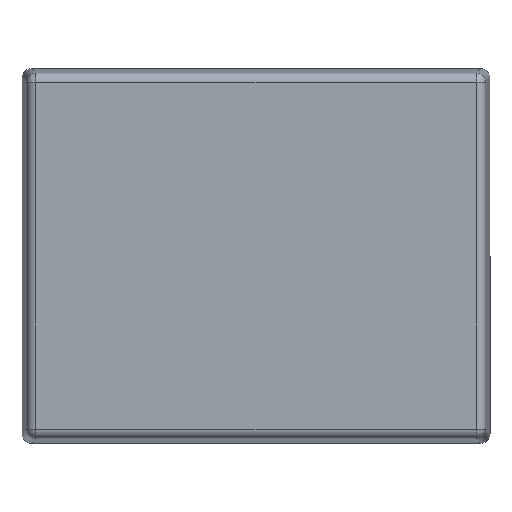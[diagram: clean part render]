
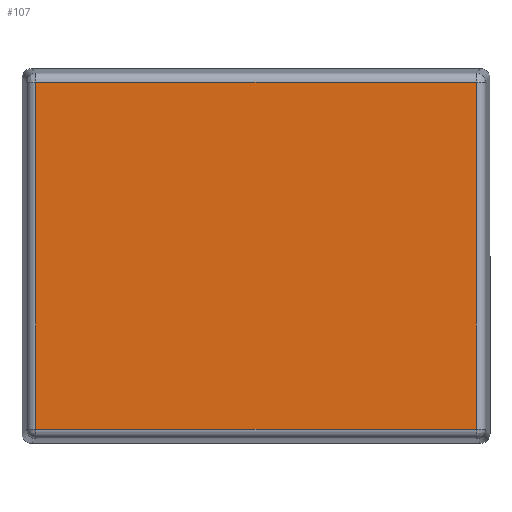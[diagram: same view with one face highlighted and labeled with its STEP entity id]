
A CAD part, top view. The second image highlights one B-rep face of the part: STEP entity #107.
In plain terms, the highlighted planar face has unit normal (0, 0, 1).
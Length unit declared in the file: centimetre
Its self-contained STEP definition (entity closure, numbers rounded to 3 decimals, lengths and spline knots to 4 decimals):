
#24 = ORIENTED_EDGE ( 'NONE', *, *, #278, .F. ) ;
#29 = LINE ( 'NONE', #353, #109 ) ;
#55 = ORIENTED_EDGE ( 'NONE', *, *, #127, .F. ) ;
#68 = VERTEX_POINT ( 'NONE', #285 ) ;
#107 = ADVANCED_FACE ( 'NONE', ( #218 ), #366, .T. ) ;
#109 = VECTOR ( 'NONE', #166, 100. ) ;
#112 = EDGE_LOOP ( 'NONE', ( #333, #123, #24, #55 ) ) ;
#123 = ORIENTED_EDGE ( 'NONE', *, *, #424, .F. ) ;
#127 = EDGE_CURVE ( 'NONE', #459, #393, #539, .T. ) ;
#137 = CARTESIAN_POINT ( 'NONE',  ( -0.1, -0.0741, 0.068 ) ) ;
#166 = DIRECTION ( 'NONE',  ( 0., -1., 0. ) ) ;
#184 = CARTESIAN_POINT ( 'NONE',  ( -0.1, -0.08, 0.068 ) ) ;
#192 = DIRECTION ( 'NONE',  ( 1., 0., 0. ) ) ;
#205 = VERTEX_POINT ( 'NONE', #351 ) ;
#218 = FACE_OUTER_BOUND ( 'NONE', #112, .T. ) ;
#233 = EDGE_CURVE ( 'NONE', #68, #459, #504, .T. ) ;
#278 = EDGE_CURVE ( 'NONE', #393, #205, #29, .T. ) ;
#285 = CARTESIAN_POINT ( 'NONE',  ( -0.0941, -0.0741, 0.068 ) ) ;
#306 = LINE ( 'NONE', #137, #478 ) ;
#316 = VECTOR ( 'NONE', #528, 100. ) ;
#320 = AXIS2_PLACEMENT_3D ( 'NONE', #184, #490, #192 ) ;
#333 = ORIENTED_EDGE ( 'NONE', *, *, #233, .F. ) ;
#349 = DIRECTION ( 'NONE',  ( 0., 1., 0. ) ) ;
#351 = CARTESIAN_POINT ( 'NONE',  ( 0.0941, -0.0741, 0.068 ) ) ;
#353 = CARTESIAN_POINT ( 'NONE',  ( 0.0941, -0.08, 0.068 ) ) ;
#362 = DIRECTION ( 'NONE',  ( -1., 0., 0. ) ) ;
#366 = PLANE ( 'NONE',  #320 ) ;
#393 = VERTEX_POINT ( 'NONE', #512 ) ;
#424 = EDGE_CURVE ( 'NONE', #205, #68, #306, .T. ) ;
#433 = CARTESIAN_POINT ( 'NONE',  ( -0.0941, -0.08, 0.068 ) ) ;
#459 = VERTEX_POINT ( 'NONE', #502 ) ;
#478 = VECTOR ( 'NONE', #362, 100. ) ;
#490 = DIRECTION ( 'NONE',  ( 0., 0., 1. ) ) ;
#502 = CARTESIAN_POINT ( 'NONE',  ( -0.0941, 0.0741, 0.068 ) ) ;
#504 = LINE ( 'NONE', #433, #531 ) ;
#512 = CARTESIAN_POINT ( 'NONE',  ( 0.0941, 0.0741, 0.068 ) ) ;
#526 = CARTESIAN_POINT ( 'NONE',  ( -0.1, 0.0741, 0.068 ) ) ;
#528 = DIRECTION ( 'NONE',  ( 1., 0., 0. ) ) ;
#531 = VECTOR ( 'NONE', #349, 100. ) ;
#539 = LINE ( 'NONE', #526, #316 ) ;
